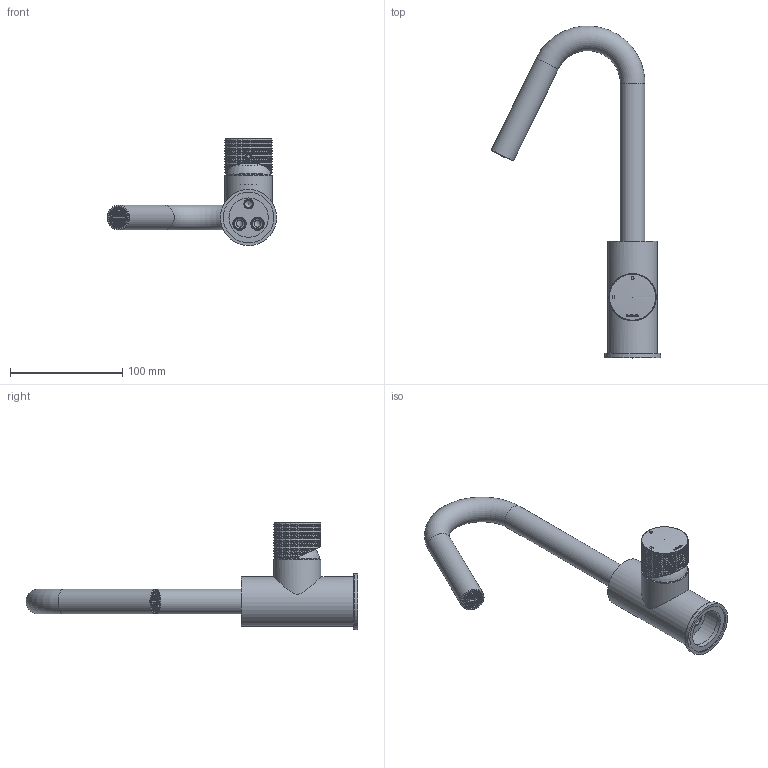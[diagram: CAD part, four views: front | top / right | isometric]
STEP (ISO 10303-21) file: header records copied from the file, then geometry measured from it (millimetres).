
FILE_DESCRIPTION(/* description */ ('Unknown'),/* implementation_level */ '2;1');
FILE_NAME(/* name */ 'GY004D-00',/* time_stamp */ '2024-12-13T15:28:14+01:00',/* author */ ('Unknown'),/* organization */ ('Unknown'),/* preprocessor_version */ 'ST-DEVELOPER v19.4',/* originating_system */ 'Solid Edge',/* authorisation */ 'Unknown');
FILE_SCHEMA (('AUTOMOTIVE_DESIGN {1 0 10303 214 3 1 1}'));
Length unit declared in the file: millimetre
Products named in the file (11): GY004D-00; GY004-003; GY004-03; CB004-11; CB004-04; CB003-02; CB003-05; CB004-005; CB004-13; GY004-002_oa_0; GY004-02
Assembly tree (10 placements, depth 3):
  GY004D-00
    GY004-003
      GY004-03
      CB004-11
    CB004-04
    CB003-02
    CB003-05
    CB004-005
    CB004-13
    GY004-002_oa_0
      GY004-02
Bounding box: 150.69 x 295.36 x 95.55 mm (x, y, z)
Volume: 162691.9 mm3; surface area: 95144.5 mm2
Topology: 8 solids, 154 shells, 5239 faces, 14514 edges, 9626 vertices
Faces by surface type: cylinder 2874, plane 1957, bspline 212, cone 124, torus 71, sphere 1
Full cylindrical faces by diameter (mm): 0.75 x146, 3.242 x1, 4 x1, 4.2 x1, 5 x3, 6 x2, 6.647 x2, 7 x3, 8 x1, 8.917 x4, 11 x3, 13.8 x1, 14 x1, 14.917 x1, 15 x1, 15.5 x1, 16 x1, 16.9 x1, 17 x2, 17.4 x2, 18 x11, 18.4 x1, 18.75 x1, 22 x2, 22.3 x1, 26 x1, 28.3 x1, 30.376 x2, 35 x1, 36.917 x2
Entity records: 212087 total; most frequent: CARTESIAN_POINT 56343, ORIENTED_EDGE 28110, DIRECTION 19629, EDGE_CURVE 14055, VERTEX_POINT 9448, AXIS2_PLACEMENT_3D 7470, B_SPLINE_CURVE_WITH_KNOTS 6916, FACE_BOUND 5567
